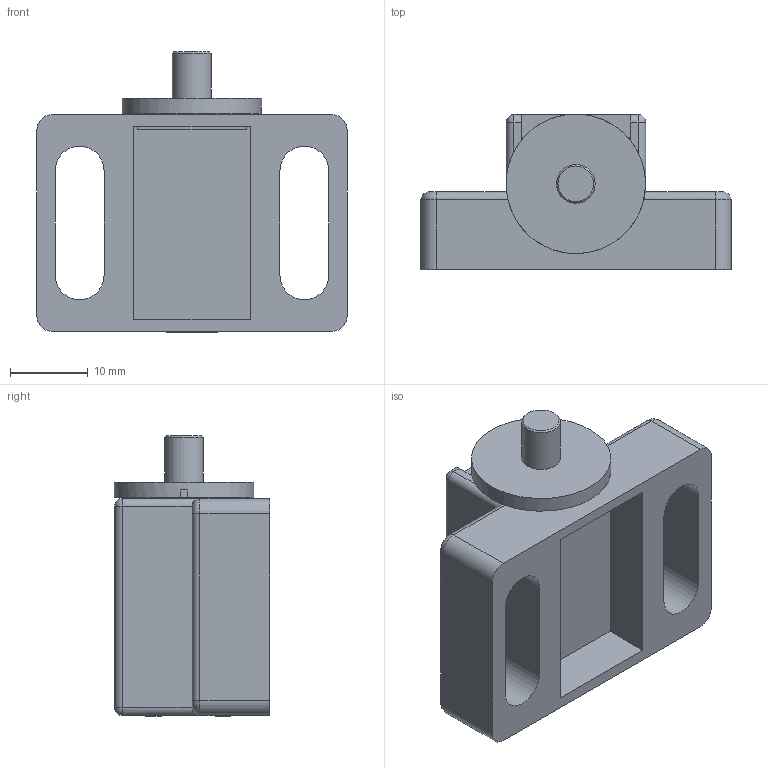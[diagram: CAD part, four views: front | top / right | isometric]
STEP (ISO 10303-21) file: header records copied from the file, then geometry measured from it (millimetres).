
FILE_DESCRIPTION((''),'2;1');
FILE_NAME('AR3373.stp','2021-02-15T12:41:43',('arma02'),(''),'Autodesk Inventor 2013','Autodesk Inventor 2013','');
FILE_SCHEMA(('AUTOMOTIVE_DESIGN { 1 0 10303 214 1 1 1 1 }'));
Length unit declared in the file: millimetre
Products named in the file (3): AR3373; AR3373 II; AR3373 I
Assembly tree (2 placements, depth 2):
  AR3373
    AR3373 II
    AR3373 I
Bounding box: 40 x 20.04 x 36.2 mm (x, y, z)
Volume: 11813.4 mm3; surface area: 6290.5 mm2
Topology: 2 solids, 2 shells, 99 faces, 240 edges, 145 vertices
Faces by surface type: plane 64, cylinder 26, sphere 4, torus 2, bspline 2, cone 1
Full cylindrical faces by diameter (mm): 5 x1, 18 x1
Entity records: 3098 total; most frequent: CARTESIAN_POINT 646, DIRECTION 498, ORIENTED_EDGE 476, EDGE_CURVE 238, VECTOR 182, LINE 182, AXIS2_PLACEMENT_3D 158, VERTEX_POINT 144
